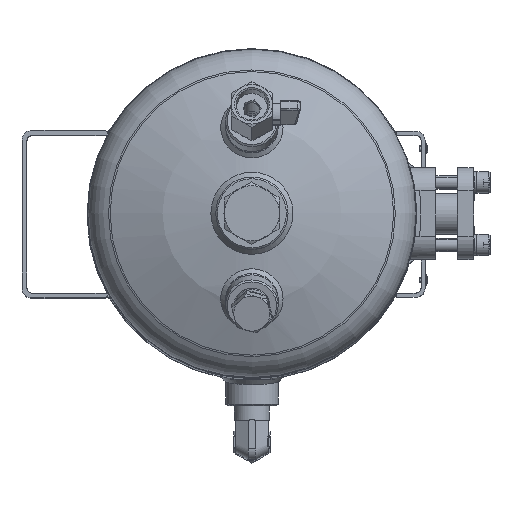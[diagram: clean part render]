
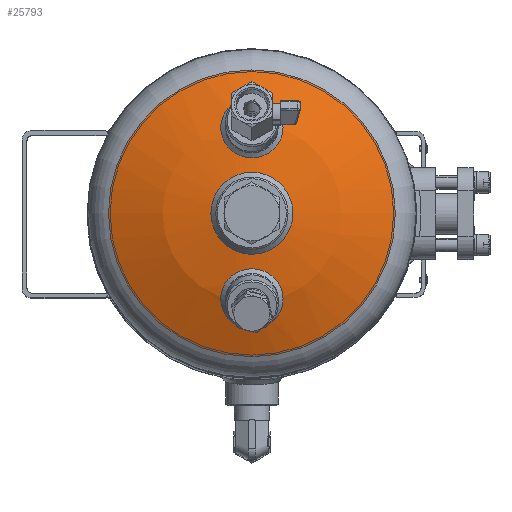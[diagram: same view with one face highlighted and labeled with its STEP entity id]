
A CAD part, top view. The second image highlights one B-rep face of the part: STEP entity #25793.
In plain terms, the highlighted spherical face has radius 202.3 mm.
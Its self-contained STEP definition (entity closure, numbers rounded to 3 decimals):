
#215=SPHERICAL_SURFACE('',#30769,202.3);
#6671=ORIENTED_EDGE('',*,*,#14015,.T.);
#6672=ORIENTED_EDGE('',*,*,#14019,.T.);
#6673=ORIENTED_EDGE('',*,*,#14020,.F.);
#6674=ORIENTED_EDGE('',*,*,#14021,.F.);
#14015=EDGE_CURVE('',#17750,#17750,#20413,.T.);
#14019=EDGE_CURVE('',#17754,#17754,#20417,.T.);
#14020=EDGE_CURVE('',#17755,#17755,#20418,.T.);
#14021=EDGE_CURVE('',#17756,#17756,#20419,.F.);
#17750=VERTEX_POINT('',#39178);
#17754=VERTEX_POINT('',#39188);
#17755=VERTEX_POINT('',#39190);
#17756=VERTEX_POINT('',#39192);
#20413=CIRCLE('',#30764,15.);
#20417=CIRCLE('',#30770,15.);
#20418=CIRCLE('',#30771,87.326);
#20419=CIRCLE('',#30772,20.);
#21173=EDGE_LOOP('',(#6671));
#21174=EDGE_LOOP('',(#6672));
#21175=EDGE_LOOP('',(#6673));
#21176=EDGE_LOOP('',(#6674));
#23326=FACE_BOUND('',#21173,.T.);
#23327=FACE_BOUND('',#21174,.T.);
#23328=FACE_BOUND('',#21175,.T.);
#23329=FACE_BOUND('',#21176,.T.);
#25793=ADVANCED_FACE('',(#23326,#23327,#23328,#23329),#215,.T.);
#30764=AXIS2_PLACEMENT_3D('',#39177,#33216,#33217);
#30769=AXIS2_PLACEMENT_3D('',#39186,#33226,#33227);
#30770=AXIS2_PLACEMENT_3D('',#39187,#33228,#33229);
#30771=AXIS2_PLACEMENT_3D('',#39189,#33230,#33231);
#30772=AXIS2_PLACEMENT_3D('',#39191,#33232,#33233);
#33216=DIRECTION('',(0.259,0.,-0.966));
#33217=DIRECTION('',(0.966,0.,0.259));
#33226=DIRECTION('',(0.,0.,-1.));
#33227=DIRECTION('',(1.,0.,0.));
#33228=DIRECTION('',(-0.259,0.,-0.966));
#33229=DIRECTION('',(-0.966,0.,0.259));
#33230=DIRECTION('',(0.,0.,-1.));
#33231=DIRECTION('',(-1.,0.,0.));
#33232=DIRECTION('',(0.,0.,-1.));
#33233=DIRECTION('',(-1.,0.,0.));
#39177=CARTESIAN_POINT('',(-52.215,0.,46.028));
#39178=CARTESIAN_POINT('',(-37.726,0.,49.911));
#39186=CARTESIAN_POINT('',(0.,0.,-148.841));
#39187=CARTESIAN_POINT('',(52.215,0.,46.028));
#39188=CARTESIAN_POINT('',(37.726,0.,49.911));
#39189=CARTESIAN_POINT('',(0.,0.,33.641));
#39190=CARTESIAN_POINT('',(-87.326,0.,33.641));
#39191=CARTESIAN_POINT('',(0.,0.,52.468));
#39192=CARTESIAN_POINT('',(-20.,0.,52.468));
